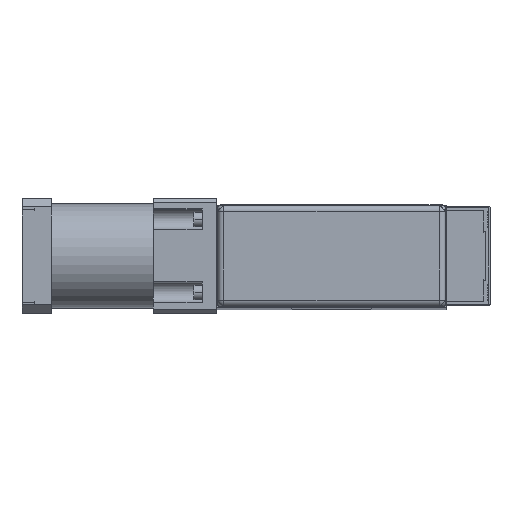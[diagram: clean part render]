
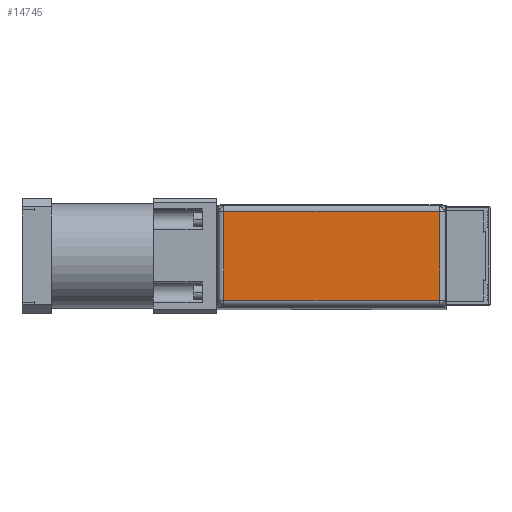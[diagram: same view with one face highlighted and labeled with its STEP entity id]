
A CAD part, top view. The second image highlights one B-rep face of the part: STEP entity #14745.
In plain terms, the highlighted planar face has unit normal (0, 0, 1).
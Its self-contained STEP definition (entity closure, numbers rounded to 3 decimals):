
#13046=DIRECTION('',(-1.,0.,0.));
#13047=VECTOR('',#13046,103.6);
#13048=CARTESIAN_POINT('',(51.8,21.3,66.));
#13049=LINE('',#13048,#13047);
#13069=DIRECTION('',(0.,1.,0.));
#13070=VECTOR('',#13069,42.6);
#13071=CARTESIAN_POINT('',(51.8,-21.3,66.));
#13072=LINE('',#13071,#13070);
#13096=DIRECTION('',(0.,-1.,0.));
#13097=VECTOR('',#13096,42.6);
#13098=CARTESIAN_POINT('',(-51.8,21.3,66.));
#13099=LINE('',#13098,#13097);
#13134=DIRECTION('',(1.,0.,0.));
#13135=VECTOR('',#13134,103.6);
#13136=CARTESIAN_POINT('',(-51.8,-21.3,66.));
#13137=LINE('',#13136,#13135);
#13231=CARTESIAN_POINT('',(-51.8,21.3,66.));
#13232=CARTESIAN_POINT('',(-51.8,-21.3,66.));
#13233=VERTEX_POINT('',#13231);
#13234=VERTEX_POINT('',#13232);
#13239=CARTESIAN_POINT('',(51.8,-21.3,66.));
#13240=VERTEX_POINT('',#13239);
#13241=CARTESIAN_POINT('',(51.8,21.3,66.));
#13242=VERTEX_POINT('',#13241);
#14732=CARTESIAN_POINT('',(0.,0.,66.));
#14733=DIRECTION('',(0.,0.,1.));
#14734=DIRECTION('',(1.,0.,0.));
#14735=AXIS2_PLACEMENT_3D('',#14732,#14733,#14734);
#14736=PLANE('',#14735);
#14738=ORIENTED_EDGE('',*,*,#14737,.F.);
#14739=ORIENTED_EDGE('',*,*,#14698,.F.);
#14740=ORIENTED_EDGE('',*,*,#14722,.F.);
#14742=ORIENTED_EDGE('',*,*,#14741,.F.);
#14743=EDGE_LOOP('',(#14738,#14739,#14740,#14742));
#14744=FACE_OUTER_BOUND('',#14743,.F.);
#14745=ADVANCED_FACE('',(#14744),#14736,.T.);
#14698=EDGE_CURVE('',#13242,#13233,#13049,.T.);
#14722=EDGE_CURVE('',#13240,#13242,#13072,.T.);
#14737=EDGE_CURVE('',#13233,#13234,#13099,.T.);
#14741=EDGE_CURVE('',#13234,#13240,#13137,.T.);
